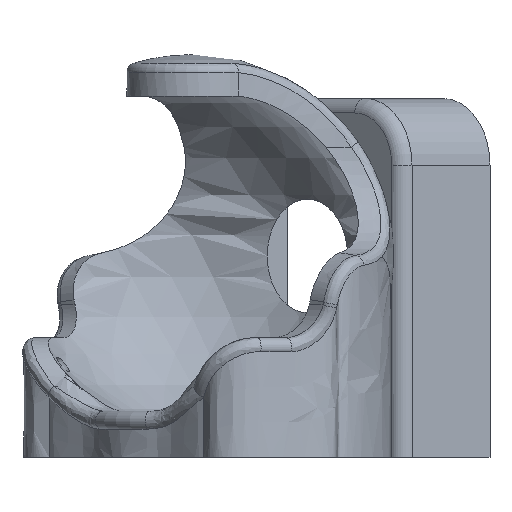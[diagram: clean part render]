
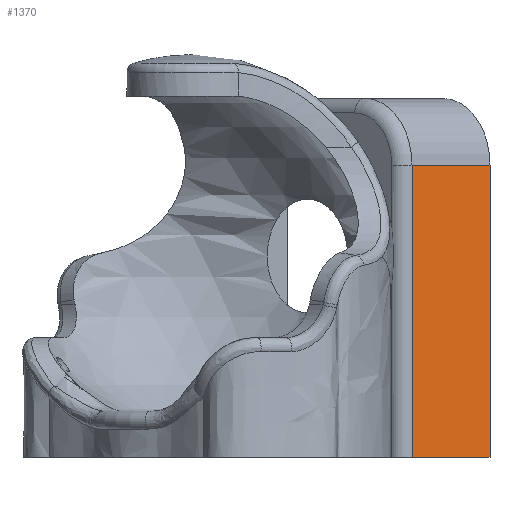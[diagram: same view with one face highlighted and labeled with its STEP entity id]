
A CAD part, front view. The second image highlights one B-rep face of the part: STEP entity #1370.
In plain terms, the highlighted planar face has unit normal (0.707, -0.707, 0).
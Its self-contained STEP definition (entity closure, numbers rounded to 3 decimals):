
#55=PLANE('',#1480);
#99=FACE_OUTER_BOUND('',#182,.T.);
#182=EDGE_LOOP('',(#966,#967,#968,#969));
#329=LINE('',#1978,#396);
#349=LINE('',#2060,#416);
#355=LINE('',#2073,#422);
#356=LINE('',#2075,#423);
#396=VECTOR('',#1611,10.);
#416=VECTOR('',#1671,10.);
#422=VECTOR('',#1681,10.);
#423=VECTOR('',#1684,10.);
#549=VERTEX_POINT('',#1975);
#550=VERTEX_POINT('',#1977);
#572=VERTEX_POINT('',#2059);
#577=VERTEX_POINT('',#2071);
#691=EDGE_CURVE('',#549,#550,#329,.T.);
#724=EDGE_CURVE('',#550,#572,#349,.T.);
#731=EDGE_CURVE('',#549,#577,#355,.T.);
#732=EDGE_CURVE('',#572,#577,#356,.T.);
#966=ORIENTED_EDGE('',*,*,#691,.F.);
#967=ORIENTED_EDGE('',*,*,#731,.T.);
#968=ORIENTED_EDGE('',*,*,#732,.F.);
#969=ORIENTED_EDGE('',*,*,#724,.F.);
#1370=ADVANCED_FACE('',(#99),#55,.T.);
#1480=AXIS2_PLACEMENT_3D('',#2074,#1682,#1683);
#1611=DIRECTION('',(0.,0.,1.));
#1671=DIRECTION('',(0.707,0.707,0.));
#1681=DIRECTION('',(0.707,0.707,0.));
#1682=DIRECTION('center_axis',(0.707,-0.707,0.));
#1683=DIRECTION('ref_axis',(0.,0.,-1.));
#1684=DIRECTION('',(0.,0.,-1.));
#1975=CARTESIAN_POINT('',(22.926,0.408,-21.));
#1977=CARTESIAN_POINT('',(22.926,0.408,9.477));
#1978=CARTESIAN_POINT('',(22.926,0.408,3.593));
#2059=CARTESIAN_POINT('',(31.058,8.54,9.477));
#2060=CARTESIAN_POINT('',(23.28,0.762,9.477));
#2071=CARTESIAN_POINT('',(31.058,8.54,-21.));
#2073=CARTESIAN_POINT('',(23.28,0.762,-21.));
#2074=CARTESIAN_POINT('Origin',(23.28,0.762,9.477));
#2075=CARTESIAN_POINT('',(31.058,8.54,3.593));
